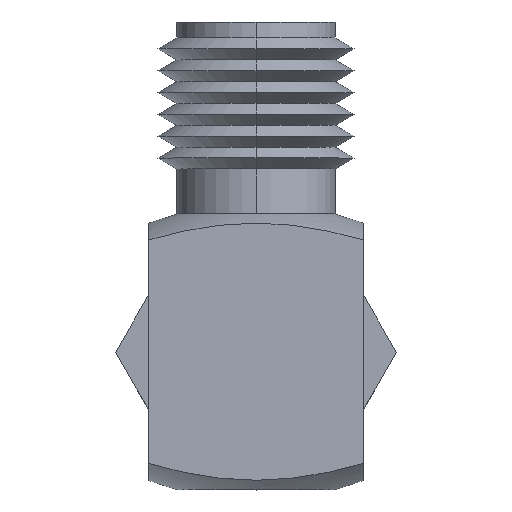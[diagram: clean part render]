
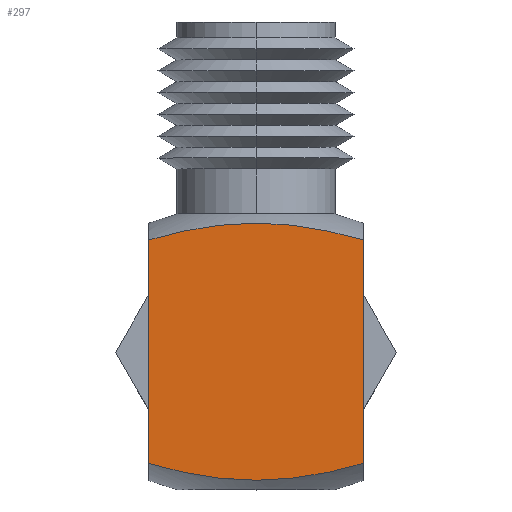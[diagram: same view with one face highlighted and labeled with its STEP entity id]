
A CAD part, top view. The second image highlights one B-rep face of the part: STEP entity #297.
In plain terms, the highlighted planar face has unit normal (0, 0, 1).
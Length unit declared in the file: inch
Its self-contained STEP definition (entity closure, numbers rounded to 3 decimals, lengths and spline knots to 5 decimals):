
#220 = EDGE_CURVE ( 'NONE', #1542, #296, #603, .T. ) ;
#227 = ORIENTED_EDGE ( 'NONE', *, *, #220, .T. ) ;
#240 = ORIENTED_EDGE ( 'NONE', *, *, #261, .F. ) ;
#246 = ORIENTED_EDGE ( 'NONE', *, *, #1548, .F. ) ;
#247 = EDGE_CURVE ( 'NONE', #254, #296, #641, .T. ) ;
#254 = VERTEX_POINT ( 'NONE', #885 ) ;
#261 = EDGE_CURVE ( 'NONE', #1543, #254, #936, .T. ) ;
#284 = ORIENTED_EDGE ( 'NONE', *, *, #247, .F. ) ;
#295 = EDGE_LOOP ( 'NONE', ( #284, #240, #246, #227 ) ) ;
#296 = VERTEX_POINT ( 'NONE', #977 ) ;
#297 = ADVANCED_FACE ( 'NONE', ( #966 ), #965, .F. ) ;
#600 = DIRECTION ( 'NONE',  ( 0., -1., 0. ) ) ;
#601 = VECTOR ( 'NONE', #600, 39.37008 ) ;
#602 = CARTESIAN_POINT ( 'NONE',  ( -0.1375, 0.354, 0.1375 ) ) ;
#603 = LINE ( 'NONE', #602, #601 ) ;
#641 = B_SPLINE_CURVE_WITH_KNOTS ( 'NONE', 3,
 ( #659, #658, #657, #656, #655, #654, #653, #652, #651, #650 ),
 .UNSPECIFIED., .F., .F.,
 ( 4, 2, 2, 2, 4 ),
 ( 0.13289, 0.13643, 0.13732, 0.1382, 0.13997 ),
 .UNSPECIFIED. ) ;
#650 = CARTESIAN_POINT ( 'NONE',  ( -0.1375, 0.03367, 0.1375 ) ) ;
#651 = CARTESIAN_POINT ( 'NONE',  ( -0.11502, 0.02707, 0.1375 ) ) ;
#652 = CARTESIAN_POINT ( 'NONE',  ( -0.09235, 0.02169, 0.1375 ) ) ;
#653 = CARTESIAN_POINT ( 'NONE',  ( -0.05794, 0.01605, 0.1375 ) ) ;
#654 = CARTESIAN_POINT ( 'NONE',  ( -0.04641, 0.01457, 0.1375 ) ) ;
#655 = CARTESIAN_POINT ( 'NONE',  ( -0.02319, 0.01258, 0.1375 ) ) ;
#656 = CARTESIAN_POINT ( 'NONE',  ( -0.01155, 0.01207, 0.1375 ) ) ;
#657 = CARTESIAN_POINT ( 'NONE',  ( 0.04755, 0.01211, 0.1375 ) ) ;
#658 = CARTESIAN_POINT ( 'NONE',  ( 0.09301, 0.02062, 0.1375 ) ) ;
#659 = CARTESIAN_POINT ( 'NONE',  ( 0.1375, 0.03367, 0.1375 ) ) ;
#885 = CARTESIAN_POINT ( 'NONE',  ( 0.1375, 0.03367, 0.1375 ) ) ;
#933 = DIRECTION ( 'NONE',  ( 0., -1., 0. ) ) ;
#934 = VECTOR ( 'NONE', #933, 39.37008 ) ;
#935 = CARTESIAN_POINT ( 'NONE',  ( 0.1375, 0.354, 0.1375 ) ) ;
#936 = LINE ( 'NONE', #935, #934 ) ;
#946 = DIRECTION ( 'NONE',  ( -1., 0., 0. ) ) ;
#947 = DIRECTION ( 'NONE',  ( 0., 0., -1. ) ) ;
#948 = CARTESIAN_POINT ( 'NONE',  ( -0.1375, 0.354, 0.1375 ) ) ;
#949 = AXIS2_PLACEMENT_3D ( 'NONE', #948, #947, #946 ) ;
#965 = PLANE ( 'NONE',  #949 ) ;
#966 = FACE_OUTER_BOUND ( 'NONE', #295, .T. ) ;
#977 = CARTESIAN_POINT ( 'NONE',  ( -0.1375, 0.03367, 0.1375 ) ) ;
#1542 = VERTEX_POINT ( 'NONE', #2366 ) ;
#1543 = VERTEX_POINT ( 'NONE', #2365 ) ;
#1548 = EDGE_CURVE ( 'NONE', #1542, #1543, #2411, .T. ) ;
#2365 = CARTESIAN_POINT ( 'NONE',  ( 0.1375, 0.32033, 0.1375 ) ) ;
#2366 = CARTESIAN_POINT ( 'NONE',  ( -0.1375, 0.32033, 0.1375 ) ) ;
#2401 = CARTESIAN_POINT ( 'NONE',  ( 0.1375, 0.32033, 0.1375 ) ) ;
#2402 = CARTESIAN_POINT ( 'NONE',  ( 0.11502, 0.32693, 0.1375 ) ) ;
#2403 = CARTESIAN_POINT ( 'NONE',  ( 0.09235, 0.33231, 0.1375 ) ) ;
#2404 = CARTESIAN_POINT ( 'NONE',  ( 0.05794, 0.33795, 0.1375 ) ) ;
#2405 = CARTESIAN_POINT ( 'NONE',  ( 0.04641, 0.33943, 0.1375 ) ) ;
#2406 = CARTESIAN_POINT ( 'NONE',  ( 0.02319, 0.34142, 0.1375 ) ) ;
#2407 = CARTESIAN_POINT ( 'NONE',  ( 0.01155, 0.34193, 0.1375 ) ) ;
#2408 = CARTESIAN_POINT ( 'NONE',  ( -0.04755, 0.34189, 0.1375 ) ) ;
#2409 = CARTESIAN_POINT ( 'NONE',  ( -0.09301, 0.33338, 0.1375 ) ) ;
#2410 = CARTESIAN_POINT ( 'NONE',  ( -0.1375, 0.32033, 0.1375 ) ) ;
#2411 = B_SPLINE_CURVE_WITH_KNOTS ( 'NONE', 3,
 ( #2410, #2409, #2408, #2407, #2406, #2405, #2404, #2403, #2402, #2401 ),
 .UNSPECIFIED., .F., .F.,
 ( 4, 2, 2, 2, 4 ),
 ( 0.13289, 0.13643, 0.13732, 0.1382, 0.13997 ),
 .UNSPECIFIED. ) ;
